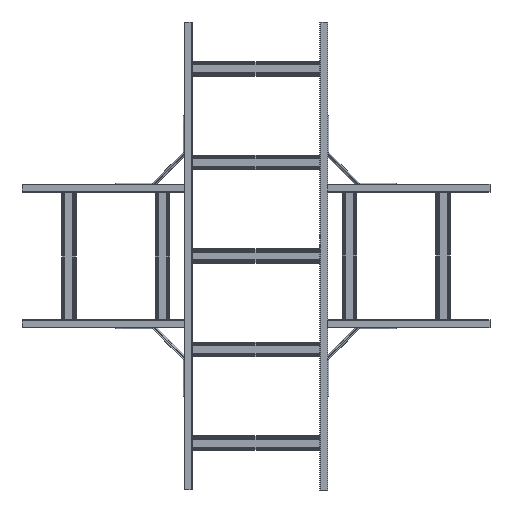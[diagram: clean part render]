
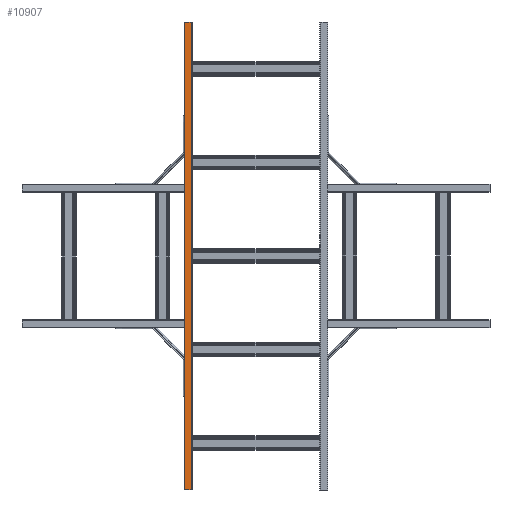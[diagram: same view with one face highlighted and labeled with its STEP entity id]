
A CAD part, front view. The second image highlights one B-rep face of the part: STEP entity #10907.
In plain terms, the highlighted face is planar.
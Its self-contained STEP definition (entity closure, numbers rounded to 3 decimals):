
#1093 = ORIENTED_EDGE ( 'NONE', *, *, #11868, .T. ) ;
#2101 = DIRECTION ( 'NONE',  ( 0., -1., 0. ) ) ;
#2720 = ORIENTED_EDGE ( 'NONE', *, *, #16247, .F. ) ;
#3006 = DIRECTION ( 'NONE',  ( -1., 0., 0. ) ) ;
#3404 = LINE ( 'NONE', #3655, #9407 ) ;
#3655 = CARTESIAN_POINT ( 'NONE',  ( 15.5, 1000., -15. ) ) ;
#3943 = VERTEX_POINT ( 'NONE', #10437 ) ;
#4133 = AXIS2_PLACEMENT_3D ( 'NONE', #15012, #3006, #13536 ) ;
#4264 = VERTEX_POINT ( 'NONE', #12587 ) ;
#6081 = LINE ( 'NONE', #9890, #12414 ) ;
#7424 = CARTESIAN_POINT ( 'NONE',  ( 15.5, 1000., -1. ) ) ;
#8320 = LINE ( 'NONE', #16120, #11723 ) ;
#9104 = EDGE_CURVE ( 'NONE', #13155, #12230, #8320, .T. ) ;
#9407 = VECTOR ( 'NONE', #9956, 1000. ) ;
#9690 = CARTESIAN_POINT ( 'NONE',  ( 15.5, 0., -1. ) ) ;
#9702 = EDGE_LOOP ( 'NONE', ( #14060, #2720, #11757, #1093 ) ) ;
#9890 = CARTESIAN_POINT ( 'NONE',  ( 15.5, 1000., -1. ) ) ;
#9956 = DIRECTION ( 'NONE',  ( 0., -1., 0. ) ) ;
#10437 = CARTESIAN_POINT ( 'NONE',  ( 15.5, 1000., -15. ) ) ;
#10761 = PLANE ( 'NONE',  #4133 ) ;
#10907 = ADVANCED_FACE ( 'NONE', ( #11030 ), #10761, .F. ) ;
#11030 = FACE_OUTER_BOUND ( 'NONE', #9702, .T. ) ;
#11723 = VECTOR ( 'NONE', #13521, 1000. ) ;
#11757 = ORIENTED_EDGE ( 'NONE', *, *, #12758, .F. ) ;
#11868 = EDGE_CURVE ( 'NONE', #4264, #13155, #16521, .T. ) ;
#12230 = VERTEX_POINT ( 'NONE', #13557 ) ;
#12414 = VECTOR ( 'NONE', #15237, 1000. ) ;
#12587 = CARTESIAN_POINT ( 'NONE',  ( 15.5, 1000., -1. ) ) ;
#12758 = EDGE_CURVE ( 'NONE', #4264, #3943, #6081, .T. ) ;
#13155 = VERTEX_POINT ( 'NONE', #9690 ) ;
#13250 = VECTOR ( 'NONE', #2101, 1000. ) ;
#13521 = DIRECTION ( 'NONE',  ( 0., 0., -1. ) ) ;
#13536 = DIRECTION ( 'NONE',  ( 0., 0., 1. ) ) ;
#13557 = CARTESIAN_POINT ( 'NONE',  ( 15.5, 0., -15. ) ) ;
#14060 = ORIENTED_EDGE ( 'NONE', *, *, #9104, .T. ) ;
#15012 = CARTESIAN_POINT ( 'NONE',  ( 15.5, 1000., -1. ) ) ;
#15237 = DIRECTION ( 'NONE',  ( 0., 0., -1. ) ) ;
#16120 = CARTESIAN_POINT ( 'NONE',  ( 15.5, 0., -1. ) ) ;
#16247 = EDGE_CURVE ( 'NONE', #3943, #12230, #3404, .T. ) ;
#16521 = LINE ( 'NONE', #7424, #13250 ) ;
